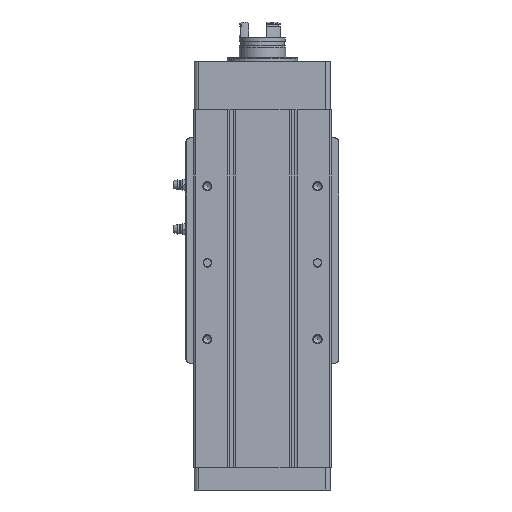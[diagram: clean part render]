
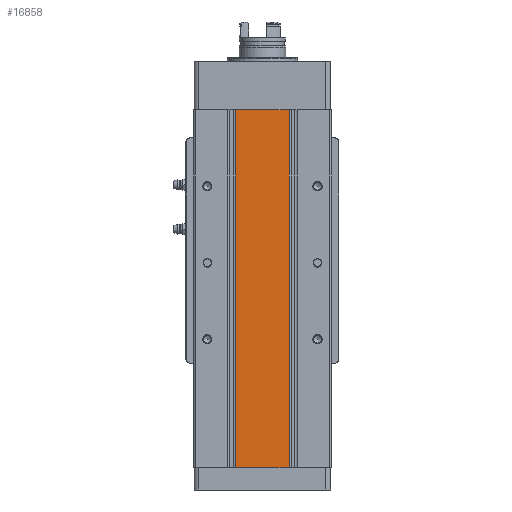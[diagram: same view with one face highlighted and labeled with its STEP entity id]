
A CAD part, front view. The second image highlights one B-rep face of the part: STEP entity #16858.
In plain terms, the highlighted planar face has unit normal (0, -1, 0).
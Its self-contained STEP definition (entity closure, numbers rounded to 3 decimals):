
#178=PLANE('',#17894);
#842=LINE('',#24256,#1910);
#880=LINE('',#24371,#1948);
#909=LINE('',#24456,#1977);
#910=LINE('',#24457,#1978);
#1910=VECTOR('',#19817,1000.);
#1948=VECTOR('',#19919,1000.);
#1977=VECTOR('',#20008,1000.);
#1978=VECTOR('',#20009,1000.);
#3600=ORIENTED_EDGE('',*,*,#7263,.T.);
#3601=ORIENTED_EDGE('',*,*,#7370,.T.);
#3602=ORIENTED_EDGE('',*,*,#7323,.F.);
#3603=ORIENTED_EDGE('',*,*,#7371,.F.);
#7263=EDGE_CURVE('',#9146,#9147,#842,.T.);
#7323=EDGE_CURVE('',#9192,#9191,#880,.T.);
#7370=EDGE_CURVE('',#9147,#9191,#909,.T.);
#7371=EDGE_CURVE('',#9146,#9192,#910,.T.);
#9146=VERTEX_POINT('',#24253);
#9147=VERTEX_POINT('',#24255);
#9191=VERTEX_POINT('',#24368);
#9192=VERTEX_POINT('',#24370);
#10990=EDGE_LOOP('',(#3600,#3601,#3602,#3603));
#12065=FACE_BOUND('',#10990,.T.);
#16858=ADVANCED_FACE('',(#12065),#178,.T.);
#17894=AXIS2_PLACEMENT_3D('',#24455,#20006,#20007);
#19817=DIRECTION('',(1.,0.,0.));
#19919=DIRECTION('',(1.,0.,0.));
#20006=DIRECTION('',(0.,-1.,0.));
#20007=DIRECTION('',(0.,0.,-1.));
#20008=DIRECTION('',(0.,0.,1.));
#20009=DIRECTION('',(0.,0.,1.));
#24253=CARTESIAN_POINT('',(-17.4,0.,-234.));
#24255=CARTESIAN_POINT('',(17.4,0.,-234.));
#24256=CARTESIAN_POINT('',(-45.,0.,-234.));
#24368=CARTESIAN_POINT('',(17.4,0.,0.));
#24370=CARTESIAN_POINT('',(-17.4,0.,0.));
#24371=CARTESIAN_POINT('',(-45.,0.,0.));
#24455=CARTESIAN_POINT('',(-45.,0.,-234.));
#24456=CARTESIAN_POINT('',(17.4,0.,-234.));
#24457=CARTESIAN_POINT('',(-17.4,0.,-234.));
